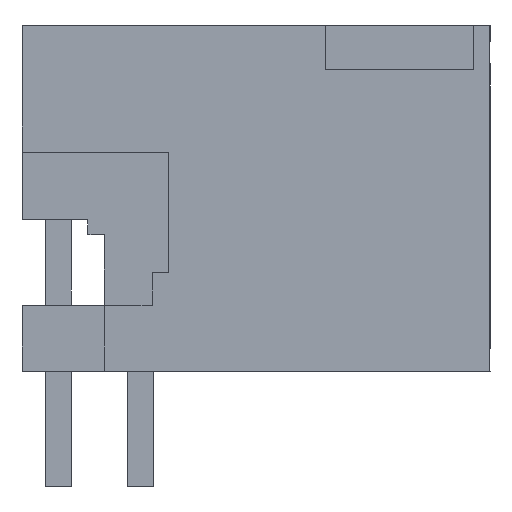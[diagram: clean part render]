
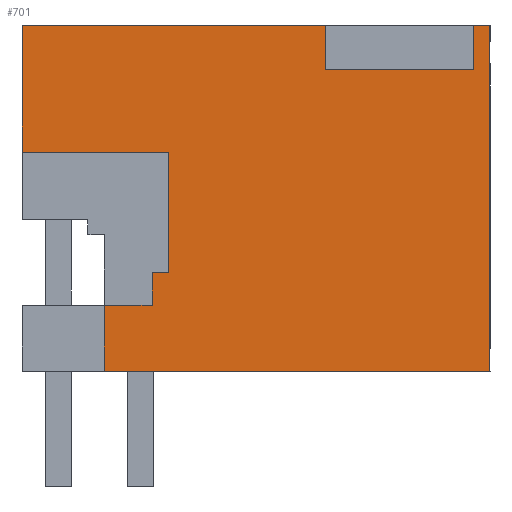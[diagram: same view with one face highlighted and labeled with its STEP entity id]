
A CAD part, left-side view. The second image highlights one B-rep face of the part: STEP entity #701.
In plain terms, the highlighted planar face has unit normal (-1, 0, 0).
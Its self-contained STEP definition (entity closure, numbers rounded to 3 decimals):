
#608=AXIS2_PLACEMENT_3D('Plane Axis2P3D',#605,#606,#607) ;
#102=CARTESIAN_POINT('Vertex',(0.,11.7,5.5)) ;
#105=CARTESIAN_POINT('Line Origine',(0.,10.975,5.5)) ;
#109=CARTESIAN_POINT('Vertex',(0.,10.25,5.5)) ;
#431=CARTESIAN_POINT('Vertex',(0.,0.,3.5)) ;
#434=CARTESIAN_POINT('Line Origine',(0.,5.85,3.5)) ;
#438=CARTESIAN_POINT('Vertex',(0.,11.7,3.5)) ;
#574=CARTESIAN_POINT('Line Origine',(0.,11.7,4.5)) ;
#605=CARTESIAN_POINT('Axis2P3D Location',(0.,14.2,0.)) ;
#610=CARTESIAN_POINT('Line Origine',(0.,0.,8.75)) ;
#614=CARTESIAN_POINT('Vertex',(0.,0.,14.)) ;
#617=CARTESIAN_POINT('Line Origine',(0.,0.25,14.)) ;
#621=CARTESIAN_POINT('Vertex',(0.,0.5,14.)) ;
#624=CARTESIAN_POINT('Line Origine',(0.,0.5,13.325)) ;
#628=CARTESIAN_POINT('Vertex',(0.,0.5,12.65)) ;
#631=CARTESIAN_POINT('Line Origine',(0.,2.75,12.65)) ;
#635=CARTESIAN_POINT('Vertex',(0.,5.,12.65)) ;
#638=CARTESIAN_POINT('Line Origine',(0.,5.,13.325)) ;
#642=CARTESIAN_POINT('Vertex',(0.,5.,14.)) ;
#645=CARTESIAN_POINT('Line Origine',(0.,9.6,14.)) ;
#649=CARTESIAN_POINT('Vertex',(0.,14.2,14.)) ;
#652=CARTESIAN_POINT('Line Origine',(0.,14.2,12.075)) ;
#656=CARTESIAN_POINT('Vertex',(0.,14.2,10.15)) ;
#659=CARTESIAN_POINT('Line Origine',(0.,11.975,10.15)) ;
#663=CARTESIAN_POINT('Vertex',(0.,9.75,10.15)) ;
#666=CARTESIAN_POINT('Line Origine',(0.,9.75,8.325)) ;
#670=CARTESIAN_POINT('Vertex',(0.,9.75,6.5)) ;
#673=CARTESIAN_POINT('Line Origine',(0.,10.,6.5)) ;
#677=CARTESIAN_POINT('Vertex',(0.,10.25,6.5)) ;
#680=CARTESIAN_POINT('Line Origine',(0.,10.25,6.)) ;
#106=DIRECTION('Vector Direction',(0.,1.,0.)) ;
#435=DIRECTION('Vector Direction',(0.,-1.,0.)) ;
#575=DIRECTION('Vector Direction',(0.,0.,1.)) ;
#606=DIRECTION('Axis2P3D Direction',(-1.,0.,0.)) ;
#607=DIRECTION('Axis2P3D XDirection',(0.,-1.,0.)) ;
#611=DIRECTION('Vector Direction',(0.,0.,1.)) ;
#618=DIRECTION('Vector Direction',(0.,-1.,0.)) ;
#625=DIRECTION('Vector Direction',(0.,0.,-1.)) ;
#632=DIRECTION('Vector Direction',(0.,1.,0.)) ;
#639=DIRECTION('Vector Direction',(0.,0.,-1.)) ;
#646=DIRECTION('Vector Direction',(0.,-1.,0.)) ;
#653=DIRECTION('Vector Direction',(0.,0.,1.)) ;
#660=DIRECTION('Vector Direction',(0.,-1.,0.)) ;
#667=DIRECTION('Vector Direction',(0.,0.,1.)) ;
#674=DIRECTION('Vector Direction',(0.,-1.,0.)) ;
#681=DIRECTION('Vector Direction',(0.,0.,1.)) ;
#107=VECTOR('Line Direction',#106,1.) ;
#436=VECTOR('Line Direction',#435,1.) ;
#576=VECTOR('Line Direction',#575,1.) ;
#612=VECTOR('Line Direction',#611,1.) ;
#619=VECTOR('Line Direction',#618,1.) ;
#626=VECTOR('Line Direction',#625,1.) ;
#633=VECTOR('Line Direction',#632,1.) ;
#640=VECTOR('Line Direction',#639,1.) ;
#647=VECTOR('Line Direction',#646,1.) ;
#654=VECTOR('Line Direction',#653,1.) ;
#661=VECTOR('Line Direction',#660,1.) ;
#668=VECTOR('Line Direction',#667,1.) ;
#675=VECTOR('Line Direction',#674,1.) ;
#682=VECTOR('Line Direction',#681,1.) ;
#686=ORIENTED_EDGE('',*,*,#440,.T.) ;
#687=ORIENTED_EDGE('',*,*,#616,.T.) ;
#688=ORIENTED_EDGE('',*,*,#623,.T.) ;
#689=ORIENTED_EDGE('',*,*,#630,.T.) ;
#690=ORIENTED_EDGE('',*,*,#637,.T.) ;
#691=ORIENTED_EDGE('',*,*,#644,.T.) ;
#692=ORIENTED_EDGE('',*,*,#651,.T.) ;
#693=ORIENTED_EDGE('',*,*,#658,.T.) ;
#694=ORIENTED_EDGE('',*,*,#665,.T.) ;
#695=ORIENTED_EDGE('',*,*,#672,.T.) ;
#696=ORIENTED_EDGE('',*,*,#679,.T.) ;
#697=ORIENTED_EDGE('',*,*,#684,.T.) ;
#698=ORIENTED_EDGE('',*,*,#111,.T.) ;
#699=ORIENTED_EDGE('',*,*,#578,.T.) ;
#701=ADVANCED_FACE('HOUSING',(#700),#609,.T.) ;
#111=EDGE_CURVE('',#110,#103,#108,.T.) ;
#440=EDGE_CURVE('',#439,#432,#437,.T.) ;
#578=EDGE_CURVE('',#103,#439,#577,.F.) ;
#616=EDGE_CURVE('',#432,#615,#613,.T.) ;
#623=EDGE_CURVE('',#615,#622,#620,.F.) ;
#630=EDGE_CURVE('',#622,#629,#627,.T.) ;
#637=EDGE_CURVE('',#629,#636,#634,.T.) ;
#644=EDGE_CURVE('',#636,#643,#641,.F.) ;
#651=EDGE_CURVE('',#643,#650,#648,.F.) ;
#658=EDGE_CURVE('',#650,#657,#655,.F.) ;
#665=EDGE_CURVE('',#657,#664,#662,.T.) ;
#672=EDGE_CURVE('',#664,#671,#669,.F.) ;
#679=EDGE_CURVE('',#671,#678,#676,.F.) ;
#684=EDGE_CURVE('',#678,#110,#683,.F.) ;
#685=EDGE_LOOP('',(#686,#687,#688,#689,#690,#691,#692,#693,#694,#695,#696,#697,#698,#699)) ;
#700=FACE_OUTER_BOUND('',#685,.T.) ;
#108=LINE('Line',#105,#107) ;
#437=LINE('Line',#434,#436) ;
#577=LINE('Line',#574,#576) ;
#613=LINE('Line',#610,#612) ;
#620=LINE('Line',#617,#619) ;
#627=LINE('Line',#624,#626) ;
#634=LINE('Line',#631,#633) ;
#641=LINE('Line',#638,#640) ;
#648=LINE('Line',#645,#647) ;
#655=LINE('Line',#652,#654) ;
#662=LINE('Line',#659,#661) ;
#669=LINE('Line',#666,#668) ;
#676=LINE('Line',#673,#675) ;
#683=LINE('Line',#680,#682) ;
#609=PLANE('',#608) ;
#103=VERTEX_POINT('',#102) ;
#110=VERTEX_POINT('',#109) ;
#432=VERTEX_POINT('',#431) ;
#439=VERTEX_POINT('',#438) ;
#615=VERTEX_POINT('',#614) ;
#622=VERTEX_POINT('',#621) ;
#629=VERTEX_POINT('',#628) ;
#636=VERTEX_POINT('',#635) ;
#643=VERTEX_POINT('',#642) ;
#650=VERTEX_POINT('',#649) ;
#657=VERTEX_POINT('',#656) ;
#664=VERTEX_POINT('',#663) ;
#671=VERTEX_POINT('',#670) ;
#678=VERTEX_POINT('',#677) ;
